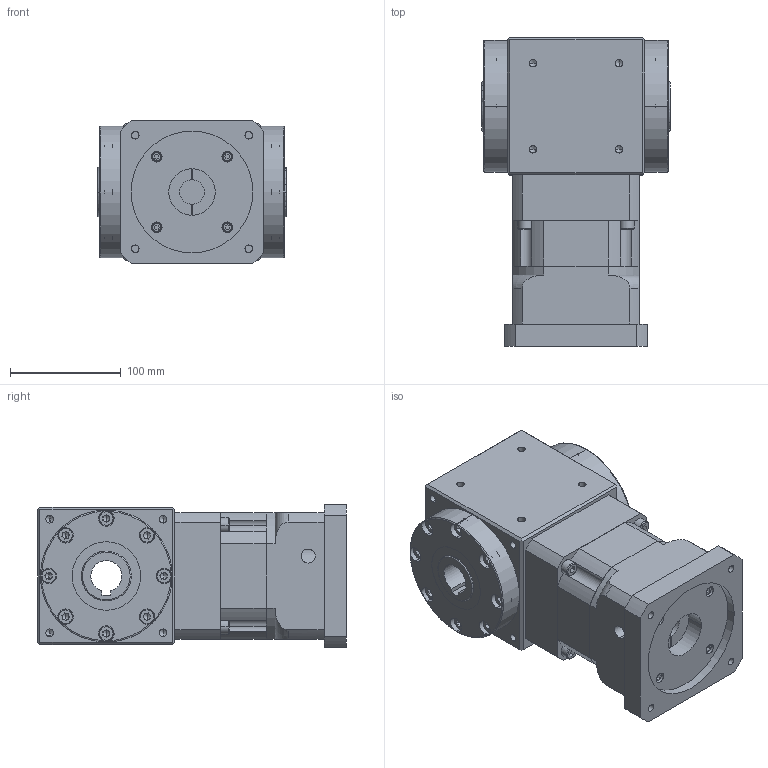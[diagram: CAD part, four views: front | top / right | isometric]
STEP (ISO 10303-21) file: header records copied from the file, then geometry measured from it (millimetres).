
FILE_DESCRIPTION (( 'STEP AP214' ), '1' );
FILE_NAME ('RAM120-L1-XX-H-22-110-145-M8_2019.STEP', '2019-04-09T03:52:30', ( 'Y' ), ( 'NCU' ), 'SwSTEP 2.0', 'SolidWorks 2016', '' );
FILE_SCHEMA (( 'AUTOMOTIVE_DESIGN' ));
Length unit declared in the file: millimetre
Products named in the file (1): RAM120-L1-XX-H-22-110-145-M8_2019
Bounding box: 170 x 278.8 x 130 mm (x, y, z)
Volume: 4062138.7 mm3; surface area: 355534.2 mm2
Topology: 4 solids, 32 shells, 959 faces, 2253 edges, 1388 vertices
Faces by surface type: plane 483, cylinder 312, cone 120, torus 44
Entity records: 31439 total; most frequent: CARTESIAN_POINT 7453, DIRECTION 4919, ORIENTED_EDGE 4346, EDGE_CURVE 2173, AXIS2_PLACEMENT_3D 1854, VERTEX_POINT 1388, VECTOR 1211, LINE 1211
